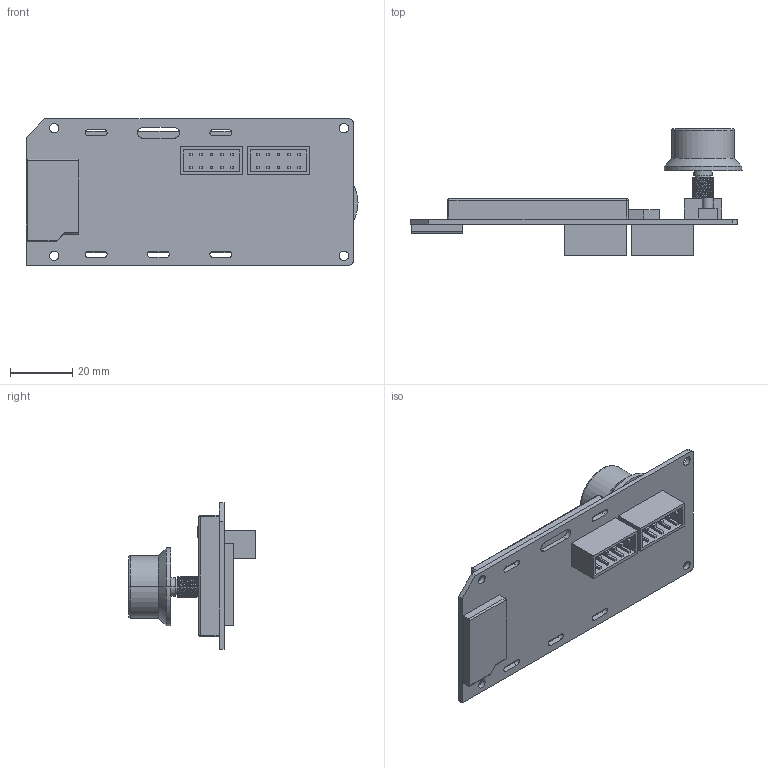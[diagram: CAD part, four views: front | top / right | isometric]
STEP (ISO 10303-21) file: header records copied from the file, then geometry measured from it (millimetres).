
FILE_DESCRIPTION((''),'2;1');
FILE_NAME('FLY-MINI12684','2022-01-20T',('Administrator'),(''),'PRO/ENGINEER BY PARAMETRIC TECHNOLOGY CORPORATION, 2015240','PRO/ENGINEER BY PARAMETRIC TECHNOLOGY CORPORATION, 2015240','');
FILE_SCHEMA(('CONFIG_CONTROL_DESIGN','SHAPE_APPEARANCE_LAYERS_GROUPS'));
Length unit declared in the file: millimetre
Products named in the file (1): FLY-MINI12684
Bounding box: 106.5 x 40.6 x 47 mm (x, y, z)
Volume: 30591.6 mm3; surface area: 17395.9 mm2
Topology: 1 solids, 1 shells, 283 faces, 713 edges, 462 vertices
Faces by surface type: plane 186, cylinder 75, bspline 12, torus 4, sphere 4, cone 2
Entity records: 14630 total; most frequent: CARTESIAN_POINT 4589, ORIENTED_EDGE 1426, DIRECTION 1296, PRESENTATION_STYLE_ASSIGNMENT 803, STYLED_ITEM 714, CURVE_STYLE 713, EDGE_CURVE 713, VECTOR 524
